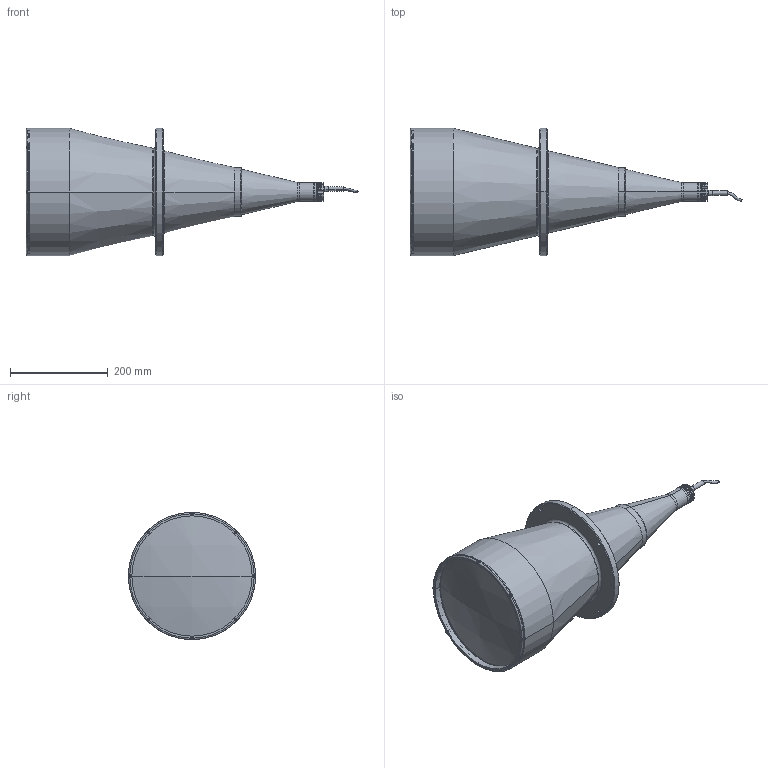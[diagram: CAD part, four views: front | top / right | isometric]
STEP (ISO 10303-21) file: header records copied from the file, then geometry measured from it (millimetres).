
FILE_DESCRIPTION (( 'STEP AP214' ), '1' );
FILE_NAME ('LTCLHP192.STEP', '2014-02-20T14:39:02', ( '' ), ( '' ), 'SwSTEP 2.0', 'SolidWorks 2013', '' );
FILE_SCHEMA (( 'AUTOMOTIVE_DESIGN' ));
Length unit declared in the file: millimetre
Products named in the file (1): LTCLHP192
Bounding box: 678.24 x 260 x 260 mm (x, y, z)
Surface area: 450423.5 mm2 (no closed solid volume)
Topology: 0 solids, 30 shells, 282 faces, 955 edges, 691 vertices
Faces by surface type: plane 109, cylinder 105, torus 38, cone 26, sphere 2, bspline 2
Entity records: 14101 total; most frequent: CARTESIAN_POINT 2445, DIRECTION 1921, ORIENTED_EDGE 1504, EDGE_CURVE 955, AXIS2_PLACEMENT_3D 721, VERTEX_POINT 691, VECTOR 479, LINE 479
